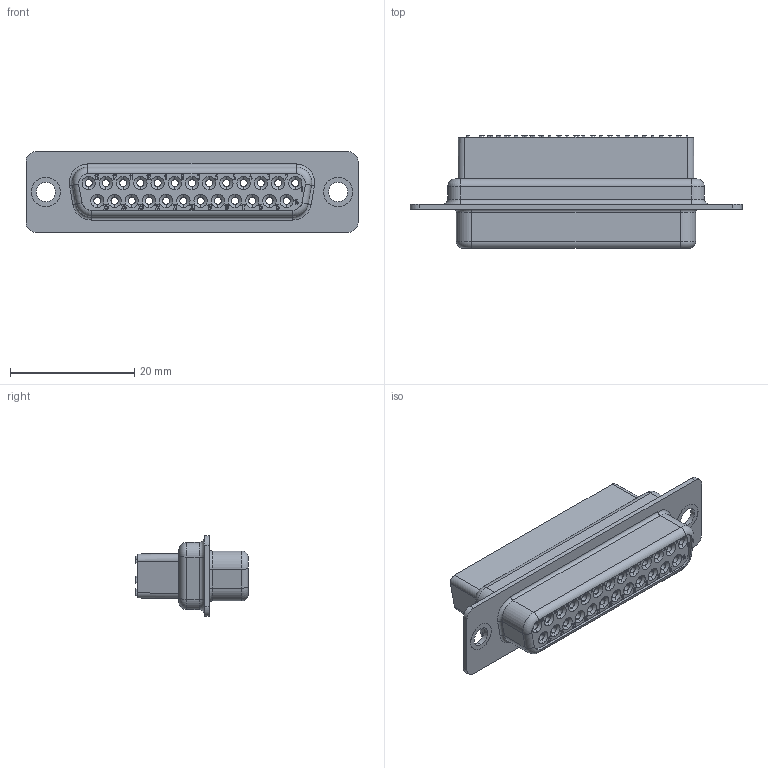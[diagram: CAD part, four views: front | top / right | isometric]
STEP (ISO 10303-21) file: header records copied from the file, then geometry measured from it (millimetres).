
FILE_DESCRIPTION(('Creo Elements/Direct Modeling STEP Export'),'2;1');
FILE_NAME('model.stp','2019-03-21T 7:28:40',(''),(''),'Creo Elements/Direct Modeling STEP processor for AP214 (Solid Model)','Creo Elements/Direct Modeling 20.1A 29-Sep-2018 (C) Parametric Technology GmbH','');
FILE_SCHEMA(('AUTOMOTIVE_DESIGN { 1 0 10303 214 1 1 1 1 }'));
Products named in the file (2): VS-25-BU-DSUB-CD-B
Assembly tree (1 placements, depth 2):
  VS-25-BU-DSUB-CD-B
    VS-25-BU-DSUB-CD-B
Bounding box: 53.42 x 18.15 x 12.93 mm (x, y, z)
Volume: 5037.2 mm3; surface area: 4808.3 mm2
Topology: 1 solids, 1 shells, 2246 faces, 6326 edges, 4215 vertices
Faces by surface type: plane 1770, cylinder 340, extrusion 70, cone 50, torus 16
Entity records: 90134 total; most frequent: CARTESIAN_POINT 14241, ORIENTED_EDGE 12652, DIRECTION 10955, EDGE_CURVE 6326, VECTOR 5429, LINE 5359, VERTEX_POINT 4215, AXIS2_PLACEMENT_3D 2763
